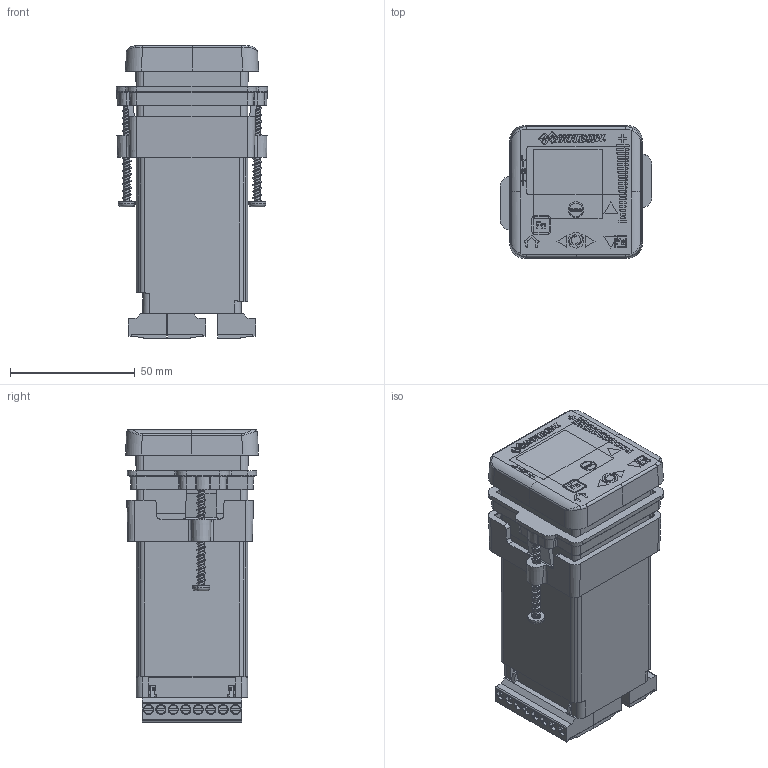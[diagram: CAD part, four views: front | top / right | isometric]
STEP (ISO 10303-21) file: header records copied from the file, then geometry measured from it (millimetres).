
FILE_DESCRIPTION (( 'STEP AP214' ), '1' );
FILE_NAME ('PM6 Legacy Limit.STEP', '2020-08-13T18:36:57', ( 'Authorized User' ), ( 'Watlow' ), 'SwSTEP 2.0', 'SolidWorks 2019', '' );
FILE_SCHEMA (( 'AUTOMOTIVE_DESIGN' ));
Length unit declared in the file: inch
Products named in the file (1): PM6 Legacy Limit
Bounding box: 60.71 x 53.34 x 117.57 mm (x, y, z)
Volume: 314681.6 mm3; surface area: 77523.4 mm2
Topology: 14 solids, 14 shells, 3222 faces, 8185 edges, 5239 vertices
Faces by surface type: plane 1754, cylinder 824, bspline 312, cone 254, torus 78
Entity records: 184704 total; most frequent: CARTESIAN_POINT 73368, ORIENTED_EDGE 16346, DIRECTION 14091, EDGE_CURVE 8173, VERTEX_POINT 5239, LINE 4975, VECTOR 4975, AXIS2_PLACEMENT_3D 4558
